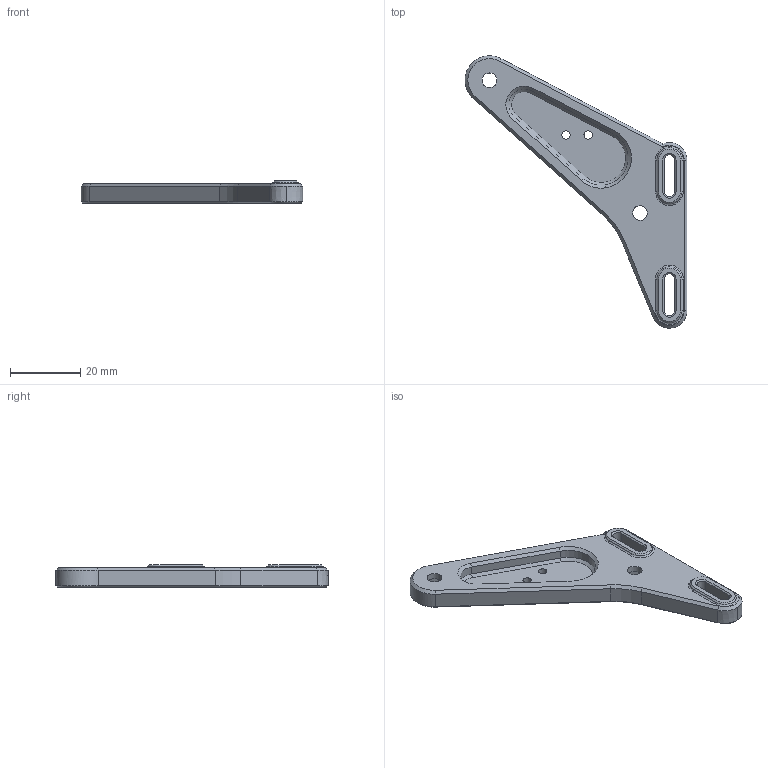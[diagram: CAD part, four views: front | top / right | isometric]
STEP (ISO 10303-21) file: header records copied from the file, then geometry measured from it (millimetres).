
FILE_DESCRIPTION(/* description */ (''),/* implementation_level */ '2;1');
FILE_NAME(/* name */ 'Duct_Mount_Plate_Revo_ADXL345.step',/* time_stamp */ '2023-01-23T08:53:32-07:00',/* author */ (''),/* organization */ (''),/* preprocessor_version */ 'ST-DEVELOPER v19.2',/* originating_system */ 'Autodesk Translation Framework v11.17.0.187',/* authorisation */ '');
FILE_SCHEMA (('AUTOMOTIVE_DESIGN { 1 0 10303 214 3 1 1 }'));
Length unit declared in the file: millimetre
Products named in the file (2): Ender5PlusHemera_DuctPlate; Duct_Mount_Plate_Revo
Assembly tree (1 placements, depth 2):
  Ender5PlusHemera_DuctPlate
    Duct_Mount_Plate_Revo
Bounding box: 63.35 x 77.75 x 6.4 mm (x, y, z)
Volume: 7919.3 mm3; surface area: 5525.9 mm2
Topology: 1 solids, 1 shells, 138 faces, 373 edges, 242 vertices
Faces by surface type: plane 87, cone 23, cylinder 17, bspline 7, torus 4
Full cylindrical faces by diameter (mm): 2.4 x2, 4.2 x1
Entity records: 6445 total; most frequent: CARTESIAN_POINT 3159, ORIENTED_EDGE 746, DIRECTION 564, EDGE_CURVE 373, VERTEX_POINT 242, LINE 190, VECTOR 190, AXIS2_PLACEMENT_3D 187
